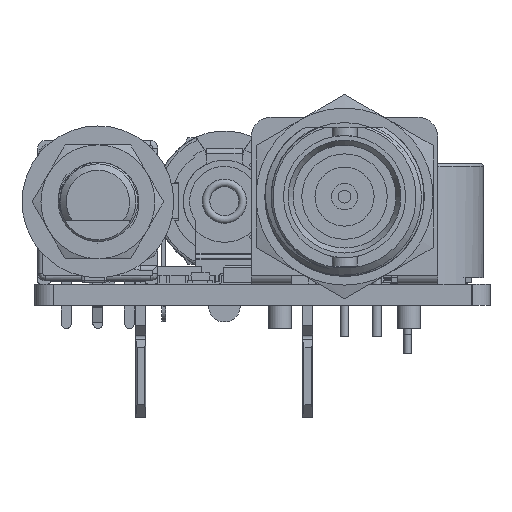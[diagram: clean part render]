
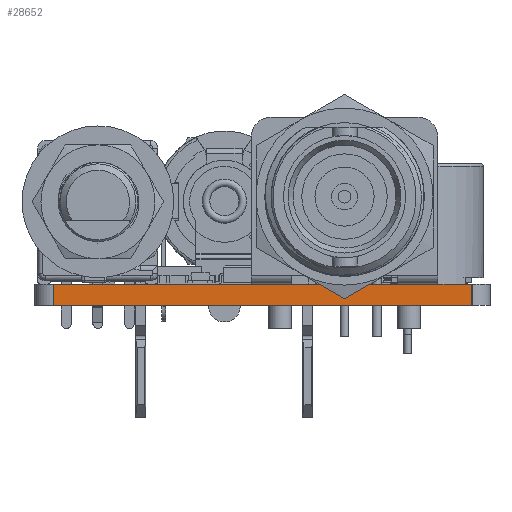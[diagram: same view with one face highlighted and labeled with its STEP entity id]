
A CAD part, front view. The second image highlights one B-rep face of the part: STEP entity #28652.
In plain terms, the highlighted planar face has unit normal (0, -1, 0).
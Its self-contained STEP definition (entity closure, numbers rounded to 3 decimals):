
#3113=FACE_OUTER_BOUND('',#4723,.T.);
#4723=EDGE_LOOP('',(#23900,#23901,#23902,#23903));
#8080=LINE('',#54309,#10933);
#8081=LINE('',#54312,#10934);
#8082=LINE('',#54314,#10935);
#8083=LINE('',#54315,#10936);
#10933=VECTOR('',#37145,10.);
#10934=VECTOR('',#37148,10.);
#10935=VECTOR('',#37149,10.);
#10936=VECTOR('',#37150,10.);
#13705=VERTEX_POINT('',#54305);
#13706=VERTEX_POINT('',#54307);
#13707=VERTEX_POINT('',#54311);
#13708=VERTEX_POINT('',#54313);
#17264=EDGE_CURVE('',#13705,#13706,#8080,.T.);
#17265=EDGE_CURVE('',#13707,#13705,#8081,.T.);
#17266=EDGE_CURVE('',#13708,#13706,#8082,.T.);
#17267=EDGE_CURVE('',#13707,#13708,#8083,.T.);
#23900=ORIENTED_EDGE('',*,*,#17265,.T.);
#23901=ORIENTED_EDGE('',*,*,#17264,.T.);
#23902=ORIENTED_EDGE('',*,*,#17266,.F.);
#23903=ORIENTED_EDGE('',*,*,#17267,.F.);
#27256=PLANE('',#31138);
#28652=ADVANCED_FACE('',(#3113),#27256,.T.);
#31138=AXIS2_PLACEMENT_3D('',#54310,#37146,#37147);
#37145=DIRECTION('',(0.,0.,1.));
#37146=DIRECTION('center_axis',(0.,-1.,0.));
#37147=DIRECTION('ref_axis',(1.,0.,0.));
#37148=DIRECTION('',(1.,0.,0.));
#37149=DIRECTION('',(1.,0.,0.));
#37150=DIRECTION('',(0.,0.,1.));
#54305=CARTESIAN_POINT('',(19.5,-22.5,0.));
#54307=CARTESIAN_POINT('',(19.5,-22.5,1.67));
#54309=CARTESIAN_POINT('',(19.5,-22.5,0.));
#54310=CARTESIAN_POINT('Origin',(-13.5,-22.5,0.));
#54311=CARTESIAN_POINT('',(-13.5,-22.5,0.));
#54312=CARTESIAN_POINT('',(-13.5,-22.5,0.));
#54313=CARTESIAN_POINT('',(-13.5,-22.5,1.67));
#54314=CARTESIAN_POINT('',(-13.5,-22.5,1.67));
#54315=CARTESIAN_POINT('',(-13.5,-22.5,0.));
